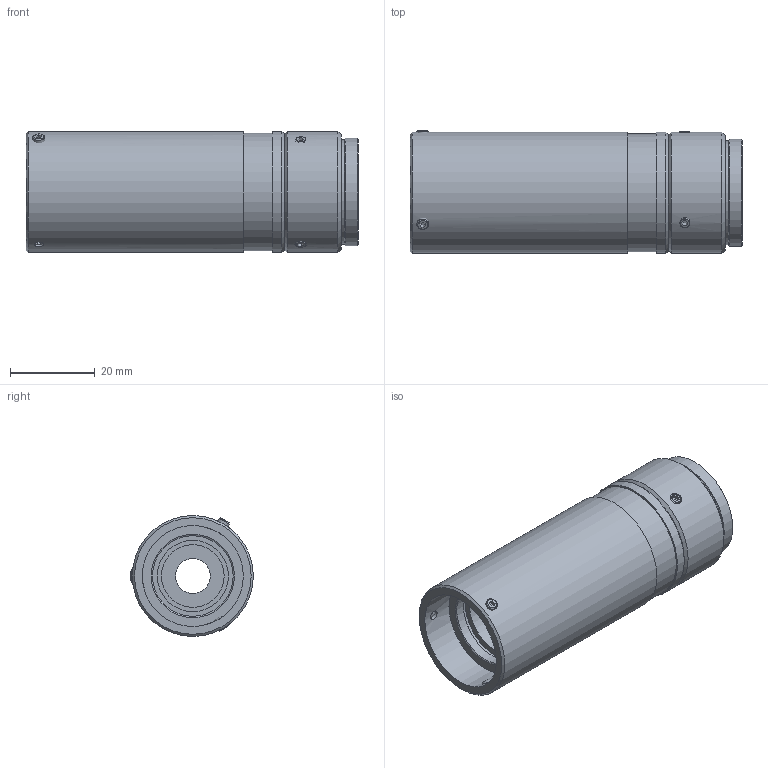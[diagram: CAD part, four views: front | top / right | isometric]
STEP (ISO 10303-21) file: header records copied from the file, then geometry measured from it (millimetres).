
FILE_DESCRIPTION((''),'2;1');
FILE_NAME('61448_0.stp','2006-03-14T10:09:17',('PODLENA'),(''),'Autodesk Inventor 10','Autodesk Inventor 10','');
FILE_SCHEMA(('AUTOMOTIVE_DESIGN { 1 0 10303 214 1 1 1 1 }'));
Length unit declared in the file: inch
Products named in the file (4): 61448_0; 61423; 61433; 7108
Assembly tree (8 placements, depth 2):
  61448_0
    61423
    61433
    7108  x6
Bounding box: 78.41 x 28.97 x 28.57 mm (x, y, z)
Volume: 30441.7 mm3; surface area: 14940.3 mm2
Topology: 8 solids, 8 shells, 124 faces, 258 edges, 168 vertices
Faces by surface type: plane 68, cylinder 26, cone 18, bspline 6, sphere 6
Full cylindrical faces by diameter (mm): 2.845 x6, 8.204 x1, 9.474 x1, 10.77 x1, 14.808 x1, 15.189 x1, 15.951 x1, 16.815 x1, 17.475 x2, 19.05 x1, 19.812 x1, 23.876 x1, 24.587 x1, 24.841 x1, 25.222 x1, 25.349 x1, 27.813 x1, 28.575 x3
Entity records: 2184 total; most frequent: CARTESIAN_POINT 767, DIRECTION 278, ORIENTED_EDGE 182, EDGE_LOOP 142, AXIS2_PLACEMENT_3D 130, EDGE_CURVE 91, VERTEX_POINT 85, FACE_BOUND 73
